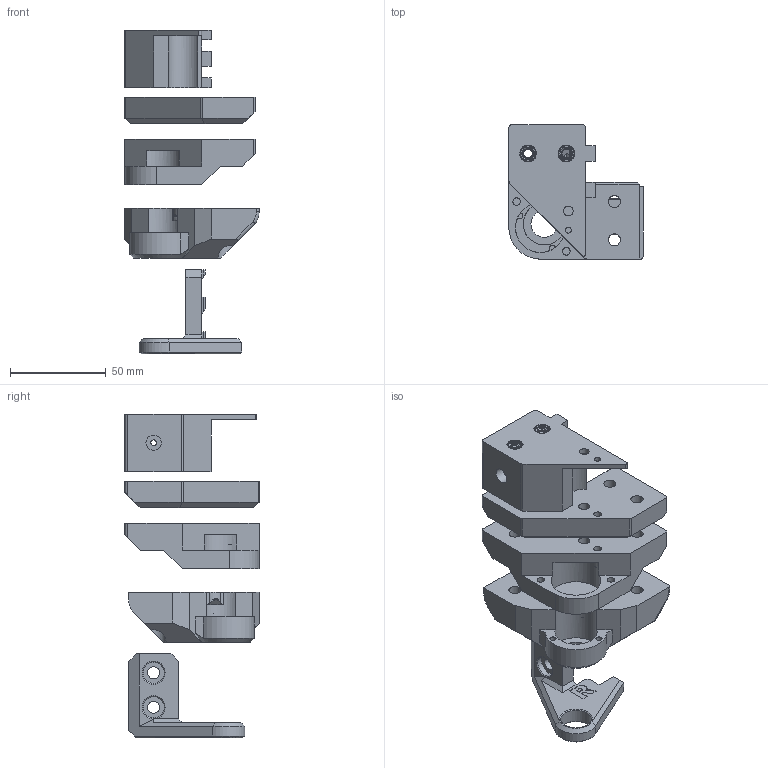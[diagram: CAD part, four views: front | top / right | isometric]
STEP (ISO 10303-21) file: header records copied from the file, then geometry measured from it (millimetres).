
FILE_DESCRIPTION(/* description */ (''),/* implementation_level */ '2;1');
FILE_NAME(/* name */ 'Idler Open front V2 v12.step',/* time_stamp */ '2022-11-25T02:26:25+01:00',/* author */ (''),/* organization */ (''),/* preprocessor_version */ 'ST-DEVELOPER v19.2',/* originating_system */ 'Autodesk Translation Framework v11.17.0.187',/* authorisation */ '');
FILE_SCHEMA (('AUTOMOTIVE_DESIGN { 1 0 10303 214 3 1 1 }'));
Products named in the file (8): Idler Open front V2; Idler R(Symétrie miroir) (1); Composant7; 94459A210_Heat-Set Inserts for Plastic; Idler Retainer ZU 1.6-1.99 v1; Retainer SFU1605 VULCAIN PROTO v1; LS retainer stock 3.1; 94459A210_Heat-Set Inserts for Plastic (1)
Assembly tree (10 placements, depth 3):
  Idler Open front V2
    Idler R(Symétrie miroir) (1)
      Composant7
    94459A210_Heat-Set Inserts for Plastic  x4
    Idler Retainer ZU 1.6-1.99 v1
    Retainer SFU1605 VULCAIN PROTO v1
    LS retainer stock 3.1
    94459A210_Heat-Set Inserts for Plastic (1)
Bounding box: 70 x 70 x 169 mm (x, y, z)
Volume: 200164.1 mm3; surface area: 60854.4 mm2
Topology: 11 solids, 11 shells, 1427 faces, 4092 edges, 2713 vertices
Faces by surface type: cone 524, cylinder 433, bspline 269, plane 200, torus 1
Full cylindrical faces by diameter (mm): 3 x3, 3.1 x4, 3.2 x2, 4 x4, 4.701 x35, 5.1 x3, 5.6 x3, 6 x40, 6.1 x6, 6.3 x10, 7.584 x10, 7.9 x5, 8 x5, 10 x4, 10.1 x4, 11 x2, 13 x3, 14 x1, 15 x1, 16 x1, 22.08 x1, 25.98 x1
Entity records: 43662 total; most frequent: CARTESIAN_POINT 25754, ORIENTED_EDGE 4188, DIRECTION 3183, EDGE_CURVE 2094, VERTEX_POINT 1384, AXIS2_PLACEMENT_3D 1310, EDGE_LOOP 834, FACE_OUTER_BOUND 752
